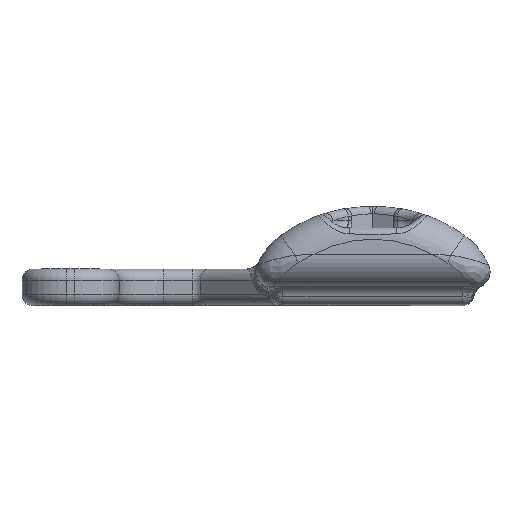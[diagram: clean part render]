
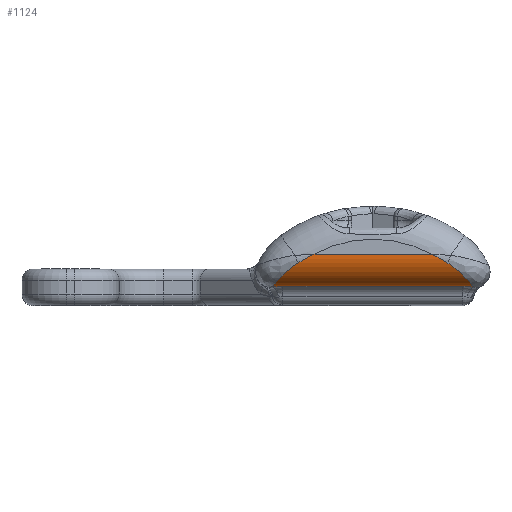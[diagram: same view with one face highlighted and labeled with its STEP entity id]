
A CAD part, top view. The second image highlights one B-rep face of the part: STEP entity #1124.
In plain terms, the highlighted cylindrical face has radius 4.5 mm (diameter 9 mm), a partial arc.
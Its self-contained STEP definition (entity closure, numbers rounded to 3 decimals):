
#40 = CARTESIAN_POINT ( 'NONE',  ( 10.875, -2.257, -174.343 ) ) ;
#50 = CARTESIAN_POINT ( 'NONE',  ( -11.604, -2.869, -174.659 ) ) ;
#80 = VERTEX_POINT ( 'NONE', #7182 ) ;
#137 = VECTOR ( 'NONE', #5155, 1000. ) ;
#242 = B_SPLINE_CURVE_WITH_KNOTS ( 'NONE', 3,
 ( #4198, #5161, #5721, #50, #6366, #2337, #646, #3481, #6482, #2965, #4120, #6328, #5233, #1283 ),
 .UNSPECIFIED., .F., .F.,
 ( 4, 2, 2, 2, 2, 2, 4 ),
 ( 0., 0.002, 0.003, 0.004, 0.005, 0.005, 0.006 ),
 .UNSPECIFIED. ) ;
#282 = CARTESIAN_POINT ( 'NONE',  ( -12.525, -4.815, -177.221 ) ) ;
#329 = VERTEX_POINT ( 'NONE', #5818 ) ;
#353 = CARTESIAN_POINT ( 'NONE',  ( -12.992, -4.836, -177.297 ) ) ;
#472 = VERTEX_POINT ( 'NONE', #3457 ) ;
#507 = EDGE_LOOP ( 'NONE', ( #4052, #700, #4808, #1767, #5583, #535, #7391, #3836 ) ) ;
#532 = CARTESIAN_POINT ( 'NONE',  ( 10.062, -1.704, -174.164 ) ) ;
#535 = ORIENTED_EDGE ( 'NONE', *, *, #6574, .T. ) ;
#646 = CARTESIAN_POINT ( 'NONE',  ( -12.516, -3.785, -175.417 ) ) ;
#700 = ORIENTED_EDGE ( 'NONE', *, *, #7192, .F. ) ;
#742 = CARTESIAN_POINT ( 'NONE',  ( 7.882, -0.5, -174. ) ) ;
#825 = CARTESIAN_POINT ( 'NONE',  ( 13.095, -4.44, -176.314 ) ) ;
#1049 = VERTEX_POINT ( 'NONE', #1620 ) ;
#1124 = ADVANCED_FACE ( 'NONE', ( #2432 ), #2872, .T. ) ;
#1167 = CARTESIAN_POINT ( 'NONE',  ( 13.551, -4.809, -177.202 ) ) ;
#1283 = CARTESIAN_POINT ( 'NONE',  ( -13.448, -4.871, -177.432 ) ) ;
#1374 = VERTEX_POINT ( 'NONE', #4691 ) ;
#1470 = CARTESIAN_POINT ( 'NONE',  ( 13.551, -0.5, -174. ) ) ;
#1560 = VERTEX_POINT ( 'NONE', #3202 ) ;
#1620 = CARTESIAN_POINT ( 'NONE',  ( 10.062, -1.704, -174.164 ) ) ;
#1767 = ORIENTED_EDGE ( 'NONE', *, *, #2314, .F. ) ;
#1794 = CARTESIAN_POINT ( 'NONE',  ( 13.551, -0.5, -178.5 ) ) ;
#1954 = CARTESIAN_POINT ( 'NONE',  ( 13.402, -4.813, -177.192 ) ) ;
#2073 = CARTESIAN_POINT ( 'NONE',  ( -12.051, -4.809, -177.202 ) ) ;
#2135 = DIRECTION ( 'NONE',  ( -1., 0., 0. ) ) ;
#2174 = CARTESIAN_POINT ( 'NONE',  ( -7.882, -0.5, -174. ) ) ;
#2314 = EDGE_CURVE ( 'NONE', #6573, #1049, #4368, .T. ) ;
#2337 = CARTESIAN_POINT ( 'NONE',  ( -12.378, -3.637, -175.268 ) ) ;
#2432 = FACE_OUTER_BOUND ( 'NONE', #507, .T. ) ;
#2436 = CARTESIAN_POINT ( 'NONE',  ( 12.773, -4.067, -175.748 ) ) ;
#2490 = AXIS2_PLACEMENT_3D ( 'NONE', #1794, #5706, #3465 ) ;
#2506 = CARTESIAN_POINT ( 'NONE',  ( 8.632, -0.864, -174. ) ) ;
#2597 = CARTESIAN_POINT ( 'NONE',  ( -12.289, -4.809, -177.202 ) ) ;
#2727 = CARTESIAN_POINT ( 'NONE',  ( 13.448, -4.871, -177.432 ) ) ;
#2807 = CARTESIAN_POINT ( 'NONE',  ( 11.601, -2.866, -174.657 ) ) ;
#2872 = CYLINDRICAL_SURFACE ( 'NONE', #2490, 4.5 ) ;
#2965 = CARTESIAN_POINT ( 'NONE',  ( -13.095, -4.439, -176.313 ) ) ;
#3025 = CARTESIAN_POINT ( 'NONE',  ( 9.361, -1.27, -174.043 ) ) ;
#3063 = EDGE_CURVE ( 'NONE', #1374, #5435, #3819, .T. ) ;
#3136 = CARTESIAN_POINT ( 'NONE',  ( 12.051, -4.809, -177.202 ) ) ;
#3154 = CARTESIAN_POINT ( 'NONE',  ( -13.448, -4.871, -177.432 ) ) ;
#3176 = LINE ( 'NONE', #1470, #5325 ) ;
#3202 = CARTESIAN_POINT ( 'NONE',  ( 13.448, -4.871, -177.432 ) ) ;
#3260 = EDGE_CURVE ( 'NONE', #6573, #329, #3176, .T. ) ;
#3457 = CARTESIAN_POINT ( 'NONE',  ( -10.062, -1.704, -174.164 ) ) ;
#3465 = DIRECTION ( 'NONE',  ( 0., 0., -1. ) ) ;
#3481 = CARTESIAN_POINT ( 'NONE',  ( -12.771, -4.065, -175.746 ) ) ;
#3626 = CARTESIAN_POINT ( 'NONE',  ( 13.448, -4.871, -177.432 ) ) ;
#3706 = CARTESIAN_POINT ( 'NONE',  ( -13.224, -4.852, -177.354 ) ) ;
#3819 = B_SPLINE_CURVE_WITH_KNOTS ( 'NONE', 3,
 ( #2073, #2597, #282, #353, #3706, #3154 ),
 .UNSPECIFIED., .F., .F.,
 ( 4, 2, 4 ),
 ( 0., 0.001, 0.001 ),
 .UNSPECIFIED. ) ;
#3824 = EDGE_CURVE ( 'NONE', #80, #1374, #4524, .T. ) ;
#3836 = ORIENTED_EDGE ( 'NONE', *, *, #3063, .F. ) ;
#3886 = CARTESIAN_POINT ( 'NONE',  ( -9.361, -1.27, -174.043 ) ) ;
#4036 = B_SPLINE_CURVE_WITH_KNOTS ( 'NONE', 3,
 ( #2174, #6735, #3886, #6167 ),
 .UNSPECIFIED., .F., .F.,
 ( 4, 4 ),
 ( 0., 0.002 ),
 .UNSPECIFIED. ) ;
#4052 = ORIENTED_EDGE ( 'NONE', *, *, #3824, .F. ) ;
#4120 = CARTESIAN_POINT ( 'NONE',  ( -13.185, -4.548, -176.519 ) ) ;
#4124 = EDGE_CURVE ( 'NONE', #1049, #1560, #5488, .T. ) ;
#4125 = B_SPLINE_CURVE_WITH_KNOTS ( 'NONE', 3,
 ( #2727, #5516, #5553, #7139, #5477, #3136 ),
 .UNSPECIFIED., .F., .F.,
 ( 4, 2, 4 ),
 ( 0., 0.001, 0.001 ),
 .UNSPECIFIED. ) ;
#4147 = CARTESIAN_POINT ( 'NONE',  ( 12.381, -3.64, -175.27 ) ) ;
#4198 = CARTESIAN_POINT ( 'NONE',  ( -10.062, -1.704, -174.164 ) ) ;
#4211 = CARTESIAN_POINT ( 'NONE',  ( -13.448, -4.871, -177.432 ) ) ;
#4368 = B_SPLINE_CURVE_WITH_KNOTS ( 'NONE', 3,
 ( #742, #2506, #3025, #7102 ),
 .UNSPECIFIED., .F., .F.,
 ( 4, 4 ),
 ( 0., 0.002 ),
 .UNSPECIFIED. ) ;
#4524 = LINE ( 'NONE', #1167, #137 ) ;
#4691 = CARTESIAN_POINT ( 'NONE',  ( -12.051, -4.809, -177.202 ) ) ;
#4702 = CARTESIAN_POINT ( 'NONE',  ( 13.34, -4.736, -176.962 ) ) ;
#4808 = ORIENTED_EDGE ( 'NONE', *, *, #4124, .F. ) ;
#5011 = EDGE_CURVE ( 'NONE', #472, #5435, #242, .T. ) ;
#5077 = CARTESIAN_POINT ( 'NONE',  ( 11.936, -3.185, -174.866 ) ) ;
#5149 = CARTESIAN_POINT ( 'NONE',  ( 10.485, -1.966, -174.237 ) ) ;
#5155 = DIRECTION ( 'NONE',  ( -1., 0., 0. ) ) ;
#5161 = CARTESIAN_POINT ( 'NONE',  ( -10.485, -1.966, -174.237 ) ) ;
#5233 = CARTESIAN_POINT ( 'NONE',  ( -13.402, -4.813, -177.192 ) ) ;
#5325 = VECTOR ( 'NONE', #2135, 1000. ) ;
#5411 = CARTESIAN_POINT ( 'NONE',  ( 12.518, -3.787, -175.419 ) ) ;
#5435 = VERTEX_POINT ( 'NONE', #4211 ) ;
#5477 = CARTESIAN_POINT ( 'NONE',  ( 12.289, -4.809, -177.202 ) ) ;
#5488 = B_SPLINE_CURVE_WITH_KNOTS ( 'NONE', 3,
 ( #532, #5149, #40, #2807, #5077, #4147, #5411, #2436, #7069, #825, #6392, #4702, #1954, #3626 ),
 .UNSPECIFIED., .F., .F.,
 ( 4, 2, 2, 2, 2, 2, 4 ),
 ( 0., 0.001, 0.003, 0.004, 0.004, 0.005, 0.006 ),
 .UNSPECIFIED. ) ;
#5516 = CARTESIAN_POINT ( 'NONE',  ( 13.224, -4.852, -177.354 ) ) ;
#5529 = CARTESIAN_POINT ( 'NONE',  ( 7.882, -0.5, -174. ) ) ;
#5553 = CARTESIAN_POINT ( 'NONE',  ( 12.992, -4.836, -177.296 ) ) ;
#5583 = ORIENTED_EDGE ( 'NONE', *, *, #3260, .T. ) ;
#5706 = DIRECTION ( 'NONE',  ( -1., 0., 0. ) ) ;
#5721 = CARTESIAN_POINT ( 'NONE',  ( -10.881, -2.262, -174.345 ) ) ;
#5818 = CARTESIAN_POINT ( 'NONE',  ( -7.882, -0.5, -174. ) ) ;
#6167 = CARTESIAN_POINT ( 'NONE',  ( -10.062, -1.704, -174.164 ) ) ;
#6328 = CARTESIAN_POINT ( 'NONE',  ( -13.339, -4.735, -176.961 ) ) ;
#6366 = CARTESIAN_POINT ( 'NONE',  ( -11.933, -3.181, -174.863 ) ) ;
#6392 = CARTESIAN_POINT ( 'NONE',  ( 13.185, -4.548, -176.52 ) ) ;
#6482 = CARTESIAN_POINT ( 'NONE',  ( -12.888, -4.199, -175.927 ) ) ;
#6573 = VERTEX_POINT ( 'NONE', #5529 ) ;
#6574 = EDGE_CURVE ( 'NONE', #329, #472, #4036, .T. ) ;
#6735 = CARTESIAN_POINT ( 'NONE',  ( -8.632, -0.864, -174. ) ) ;
#7069 = CARTESIAN_POINT ( 'NONE',  ( 12.889, -4.2, -175.929 ) ) ;
#7102 = CARTESIAN_POINT ( 'NONE',  ( 10.062, -1.704, -174.164 ) ) ;
#7139 = CARTESIAN_POINT ( 'NONE',  ( 12.525, -4.815, -177.221 ) ) ;
#7182 = CARTESIAN_POINT ( 'NONE',  ( 12.051, -4.809, -177.202 ) ) ;
#7192 = EDGE_CURVE ( 'NONE', #1560, #80, #4125, .T. ) ;
#7391 = ORIENTED_EDGE ( 'NONE', *, *, #5011, .T. ) ;
